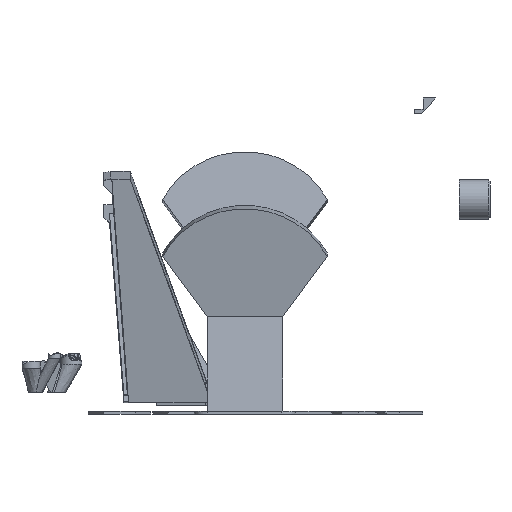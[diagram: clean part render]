
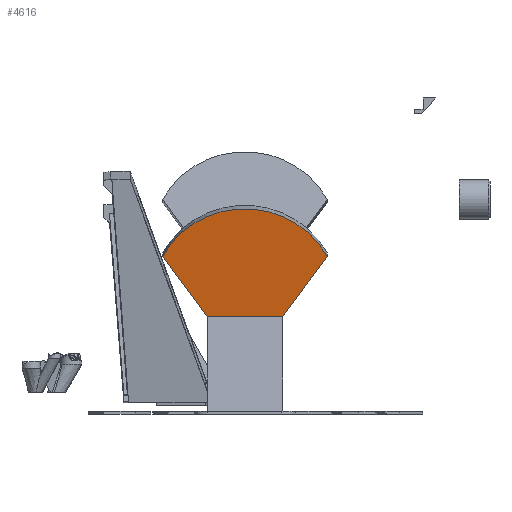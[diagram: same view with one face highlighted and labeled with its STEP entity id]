
A CAD part, left-side view. The second image highlights one B-rep face of the part: STEP entity #4616.
In plain terms, the highlighted planar face has unit normal (-0.985, 0, -0.174).
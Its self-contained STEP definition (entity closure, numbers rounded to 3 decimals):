
#4091 = PLANE('',#4092);
#4092 = AXIS2_PLACEMENT_3D('',#4093,#4094,#4095);
#4093 = CARTESIAN_POINT('',(-34.221,4.853,
    -10.253));
#4094 = DIRECTION('',(0.99,0.,-0.142)
  );
#4095 = DIRECTION('',(-0.142,0.,-0.99)
  );
#4116 = VERTEX_POINT('',#4117);
#4117 = CARTESIAN_POINT('',(-30.665,-0.749,
    14.493));
#4143 = EDGE_CURVE('',#4116,#4144,#4146,.T.);
#4144 = VERTEX_POINT('',#4145);
#4145 = CARTESIAN_POINT('',(-30.665,10.456,
    14.493));
#4146 = SURFACE_CURVE('',#4147,(#4151,#4158),.PCURVE_S1.);
#4147 = LINE('',#4148,#4149);
#4148 = CARTESIAN_POINT('',(-30.665,4.853,
    14.493));
#4149 = VECTOR('',#4150,1.);
#4150 = DIRECTION('',(0.,1.,0.));
#4151 = PCURVE('',#4091,#4152);
#4152 = DEFINITIONAL_REPRESENTATION('',(#4153),#4157);
#4153 = LINE('',#4154,#4155);
#4154 = CARTESIAN_POINT('',(-25.,0.));
#4155 = VECTOR('',#4156,1.);
#4156 = DIRECTION('',(0.,1.));
#4157 = ( GEOMETRIC_REPRESENTATION_CONTEXT(2) 
PARAMETRIC_REPRESENTATION_CONTEXT() REPRESENTATION_CONTEXT('2D SPACE',''
  ) );
#4158 = PCURVE('',#4159,#4164);
#4159 = PLANE('',#4160);
#4160 = AXIS2_PLACEMENT_3D('',#4161,#4162,#4163);
#4161 = CARTESIAN_POINT('',(-31.049,4.853,
    16.669));
#4162 = DIRECTION('',(0.985,0.,0.174));
#4163 = DIRECTION('',(0.174,0.,-0.985)
  );
#4164 = DEFINITIONAL_REPRESENTATION('',(#4165),#4169);
#4165 = LINE('',#4166,#4167);
#4166 = CARTESIAN_POINT('',(2.209,0.));
#4167 = VECTOR('',#4168,1.);
#4168 = DIRECTION('',(0.,1.));
#4169 = ( GEOMETRIC_REPRESENTATION_CONTEXT(2) 
PARAMETRIC_REPRESENTATION_CONTEXT() REPRESENTATION_CONTEXT('2D SPACE',''
  ) );
#4266 = PLANE('',#4267);
#4267 = AXIS2_PLACEMENT_3D('',#4268,#4269,#4270);
#4268 = CARTESIAN_POINT('',(-28.496,13.764,
    19.467));
#4269 = DIRECTION('',(-0.103,-0.807,0.582));
#4270 = DIRECTION('',(0.,0.585,0.811)
  );
#4393 = PLANE('',#4394);
#4394 = AXIS2_PLACEMENT_3D('',#4395,#4396,#4397);
#4395 = CARTESIAN_POINT('',(-28.496,-4.057,
    19.467));
#4396 = DIRECTION('',(-0.103,0.807,0.582));
#4397 = DIRECTION('',(0.,0.585,-0.811)
  );
#4409 = EDGE_CURVE('',#4410,#4116,#4412,.T.);
#4410 = VERTEX_POINT('',#4411);
#4411 = CARTESIAN_POINT('',(-32.235,-7.366,
    23.399));
#4412 = SURFACE_CURVE('',#4413,(#4417,#4424),.PCURVE_S1.);
#4413 = LINE('',#4414,#4415);
#4414 = CARTESIAN_POINT('',(-31.45,-4.057,
    18.946));
#4415 = VECTOR('',#4416,1.);
#4416 = DIRECTION('',(0.14,0.59,-0.795));
#4417 = PCURVE('',#4393,#4418);
#4418 = DEFINITIONAL_REPRESENTATION('',(#4419),#4423);
#4419 = LINE('',#4420,#4421);
#4420 = CARTESIAN_POINT('',(0.423,2.97));
#4421 = VECTOR('',#4422,1.);
#4422 = DIRECTION('',(0.99,-0.141));
#4423 = ( GEOMETRIC_REPRESENTATION_CONTEXT(2) 
PARAMETRIC_REPRESENTATION_CONTEXT() REPRESENTATION_CONTEXT('2D SPACE',''
  ) );
#4424 = PCURVE('',#4159,#4425);
#4425 = DEFINITIONAL_REPRESENTATION('',(#4426),#4430);
#4426 = LINE('',#4427,#4428);
#4427 = CARTESIAN_POINT('',(-2.312,-8.911));
#4428 = VECTOR('',#4429,1.);
#4429 = DIRECTION('',(0.807,0.59));
#4430 = ( GEOMETRIC_REPRESENTATION_CONTEXT(2) 
PARAMETRIC_REPRESENTATION_CONTEXT() REPRESENTATION_CONTEXT('2D SPACE',''
  ) );
#4470 = CYLINDRICAL_SURFACE('',#4471,14.);
#4471 = AXIS2_PLACEMENT_3D('',#4472,#4473,#4474);
#4472 = CARTESIAN_POINT('',(-28.094,4.853,
    17.19));
#4473 = DIRECTION('',(-0.985,0.,-0.174)
  );
#4474 = DIRECTION('',(-0.174,0.,0.985
    ));
#4485 = EDGE_CURVE('',#4410,#4486,#4488,.T.);
#4486 = VERTEX_POINT('',#4487);
#4487 = CARTESIAN_POINT('',(-32.235,17.072,
    23.399));
#4488 = SURFACE_CURVE('',#4489,(#4494,#4501),.PCURVE_S1.);
#4489 = CIRCLE('',#4490,14.);
#4490 = AXIS2_PLACEMENT_3D('',#4491,#4492,#4493);
#4491 = CARTESIAN_POINT('',(-31.049,4.853,
    16.669));
#4492 = DIRECTION('',(-0.985,0.,-0.174)
  );
#4493 = DIRECTION('',(0.174,0.,-0.985)
  );
#4494 = PCURVE('',#4470,#4495);
#4495 = DEFINITIONAL_REPRESENTATION('',(#4496),#4500);
#4496 = LINE('',#4497,#4498);
#4497 = CARTESIAN_POINT('',(3.142,3.));
#4498 = VECTOR('',#4499,1.);
#4499 = DIRECTION('',(1.,0.));
#4500 = ( GEOMETRIC_REPRESENTATION_CONTEXT(2) 
PARAMETRIC_REPRESENTATION_CONTEXT() REPRESENTATION_CONTEXT('2D SPACE',''
  ) );
#4501 = PCURVE('',#4159,#4502);
#4502 = DEFINITIONAL_REPRESENTATION('',(#4503),#4511);
#4503 = ( BOUNDED_CURVE() B_SPLINE_CURVE(2,(#4504,#4505,#4506,#4507,
#4508,#4509,#4510),.UNSPECIFIED.,.T.,.F.) B_SPLINE_CURVE_WITH_KNOTS((1,2
    ,2,2,2,1),(-2.094,0.,2.094,4.189,
6.283,8.378),.UNSPECIFIED.) CURVE() 
GEOMETRIC_REPRESENTATION_ITEM() RATIONAL_B_SPLINE_CURVE((1.,0.5,1.,0.5,
1.,0.5,1.)) REPRESENTATION_ITEM('') );
#4504 = CARTESIAN_POINT('',(14.,0.));
#4505 = CARTESIAN_POINT('',(14.,-24.249));
#4506 = CARTESIAN_POINT('',(-7.,-12.124));
#4507 = CARTESIAN_POINT('',(-28.,0.));
#4508 = CARTESIAN_POINT('',(-7.,12.124));
#4509 = CARTESIAN_POINT('',(14.,24.249));
#4510 = CARTESIAN_POINT('',(14.,0.));
#4511 = ( GEOMETRIC_REPRESENTATION_CONTEXT(2) 
PARAMETRIC_REPRESENTATION_CONTEXT() REPRESENTATION_CONTEXT('2D SPACE',''
  ) );
#4566 = EDGE_CURVE('',#4144,#4486,#4567,.T.);
#4567 = SURFACE_CURVE('',#4568,(#4572,#4579),.PCURVE_S1.);
#4568 = LINE('',#4569,#4570);
#4569 = CARTESIAN_POINT('',(-31.45,13.764,18.946
    ));
#4570 = VECTOR('',#4571,1.);
#4571 = DIRECTION('',(-0.14,0.59,0.795));
#4572 = PCURVE('',#4266,#4573);
#4573 = DEFINITIONAL_REPRESENTATION('',(#4574),#4578);
#4574 = LINE('',#4575,#4576);
#4575 = CARTESIAN_POINT('',(-0.423,2.97));
#4576 = VECTOR('',#4577,1.);
#4577 = DIRECTION('',(0.99,0.141));
#4578 = ( GEOMETRIC_REPRESENTATION_CONTEXT(2) 
PARAMETRIC_REPRESENTATION_CONTEXT() REPRESENTATION_CONTEXT('2D SPACE',''
  ) );
#4579 = PCURVE('',#4159,#4580);
#4580 = DEFINITIONAL_REPRESENTATION('',(#4581),#4585);
#4581 = LINE('',#4582,#4583);
#4582 = CARTESIAN_POINT('',(-2.312,8.911));
#4583 = VECTOR('',#4584,1.);
#4584 = DIRECTION('',(-0.807,0.59));
#4585 = ( GEOMETRIC_REPRESENTATION_CONTEXT(2) 
PARAMETRIC_REPRESENTATION_CONTEXT() REPRESENTATION_CONTEXT('2D SPACE',''
  ) );
#4616 = ADVANCED_FACE('',(#4617),#4159,.F.);
#4617 = FACE_BOUND('',#4618,.T.);
#4618 = EDGE_LOOP('',(#4619,#4620,#4621,#4622));
#4619 = ORIENTED_EDGE('',*,*,#4485,.T.);
#4620 = ORIENTED_EDGE('',*,*,#4566,.F.);
#4621 = ORIENTED_EDGE('',*,*,#4143,.F.);
#4622 = ORIENTED_EDGE('',*,*,#4409,.F.);
